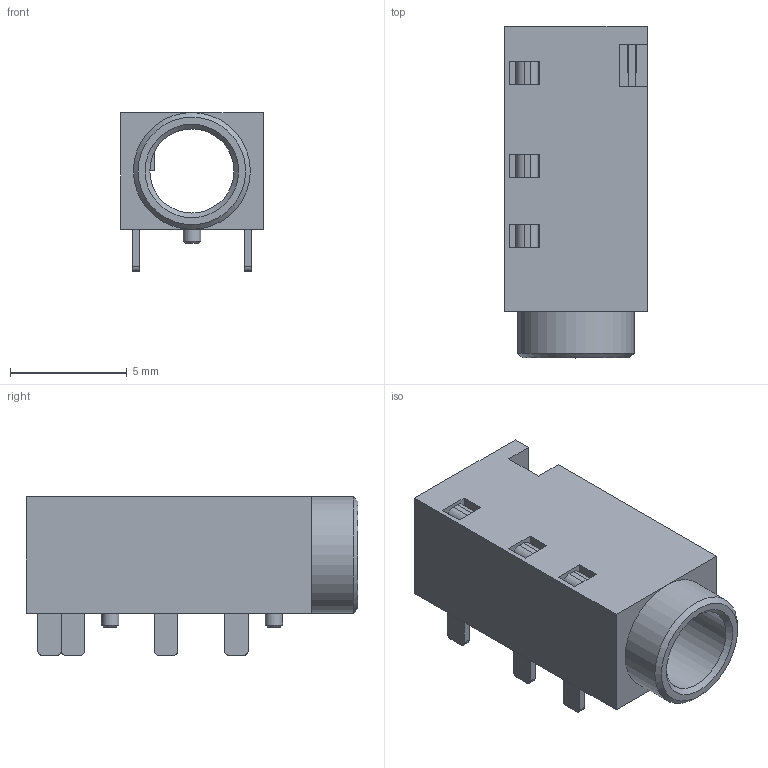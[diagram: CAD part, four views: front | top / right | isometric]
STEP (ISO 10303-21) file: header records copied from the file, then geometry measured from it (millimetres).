
FILE_DESCRIPTION(/* description */ (''),/* implementation_level */ '2;1');
FILE_NAME(/* name */ 'PJ-320A.step',/* time_stamp */ '2023-05-25T20:12:59+08:00',/* author */ (''),/* organization */ (''),/* preprocessor_version */ 'ST-DEVELOPER v19.2',/* originating_system */ 'Autodesk Translation Framework v12.4.0.73',/* authorisation */ '');
FILE_SCHEMA (('AUTOMOTIVE_DESIGN { 1 0 10303 214 3 1 1 }'));
Length unit declared in the file: millimetre
Products named in the file (1): (未保存)
Bounding box: 6.11 x 14.2 x 6.8 mm (x, y, z)
Volume: 255.1 mm3; surface area: 652.1 mm2
Topology: 5 solids, 5 shells, 332 faces, 911 edges, 605 vertices
Faces by surface type: plane 206, bspline 98, cylinder 24, cone 4
Full cylindrical faces by diameter (mm): 0.75 x2, 3.6 x1, 5 x1
Entity records: 11385 total; most frequent: CARTESIAN_POINT 2891, ORIENTED_EDGE 1822, DIRECTION 1412, EDGE_CURVE 911, LINE 656, VECTOR 656, VERTEX_POINT 605, AXIS2_PLACEMENT_3D 378
